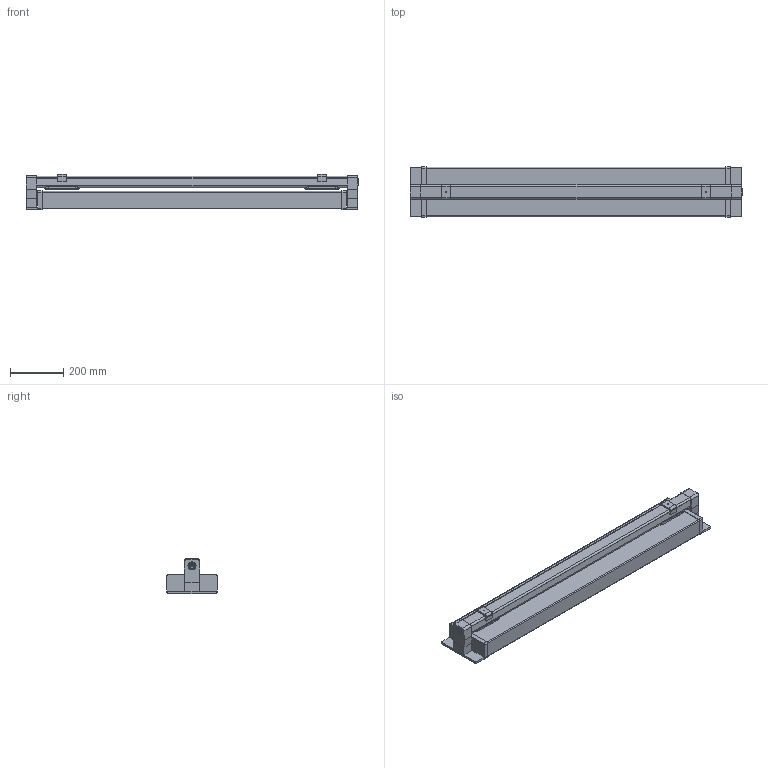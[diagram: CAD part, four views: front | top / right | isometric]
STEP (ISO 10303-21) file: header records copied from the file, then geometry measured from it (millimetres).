
FILE_DESCRIPTION(/* description */ (''),/* implementation_level */ '2;1');
FILE_NAME(/* name */ '784-480.stp',/* time_stamp */ '2019-01-15T09:19:35+01:00',/* author */ (''),/* organization */ (''),/* preprocessor_version */ 'ST-DEVELOPER v15',/* originating_system */ 'SIEMENS PLM Software NX 8.5',/* authorisation */ '');
FILE_SCHEMA (('AUTOMOTIVE_DESIGN { 1 0 10303 214 3 1 1 1 }'));
Length unit declared in the file: millimetre
Products named in the file (1): ante05A82D63d0h9
Bounding box: 1251 x 190.5 x 132 mm (x, y, z)
Volume: 17751636.1 mm3; surface area: 1036984.8 mm2
Topology: 14 solids, 14 shells, 220 faces, 496 edges, 326 vertices
Faces by surface type: plane 132, cylinder 80, cone 8
Full cylindrical faces by diameter (mm): 6 x2, 6.2 x2, 6.5 x4, 8 x4, 8.5 x4, 18 x2, 26.5 x2, 30.5 x2, 40 x2
Entity records: 6329 total; most frequent: CARTESIAN_POINT 1071, DIRECTION 1064, ORIENTED_EDGE 940, EDGE_CURVE 470, AXIS2_PLACEMENT_3D 381, VERTEX_POINT 324, LINE 302, VECTOR 302
